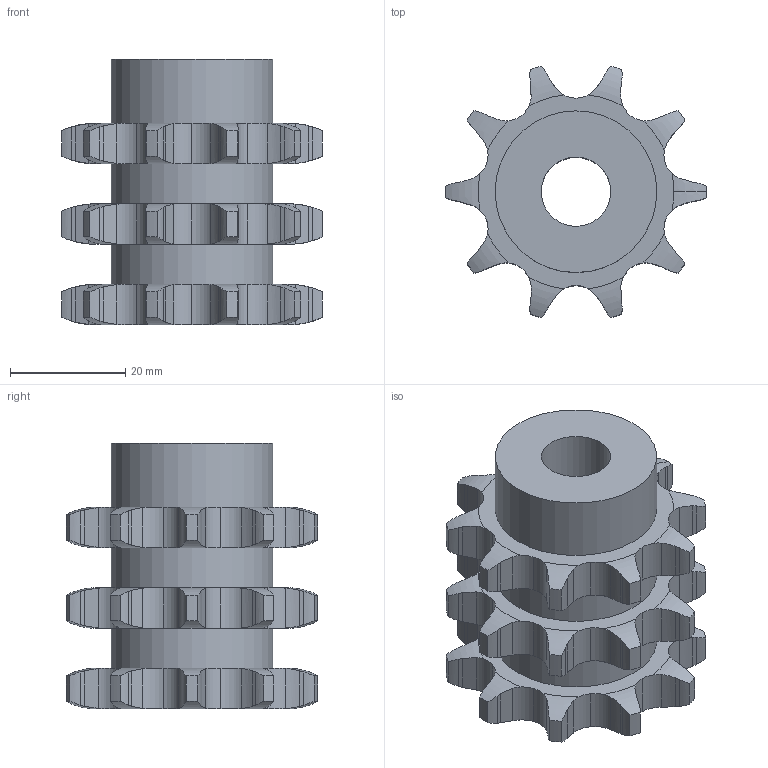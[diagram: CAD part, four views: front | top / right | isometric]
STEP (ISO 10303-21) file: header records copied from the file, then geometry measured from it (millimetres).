
FILE_DESCRIPTION(('FreeCAD Model'),'2;1');
FILE_NAME('Open CASCADE Shape Model','2021-10-02T08:39:23',('FreeCAD'),( 'FreeCAD'),'Open CASCADE STEP processor 7.4','FreeCAD','Unknown');
FILE_SCHEMA(('AUTOMOTIVE_DESIGN { 1 0 10303 214 1 1 1 1 }'));
Length unit declared in the file: millimetre
Products named in the file (1): Open CASCADE STEP translator 7.4 3
Bounding box: 45.2 x 43.57 x 46 mm (x, y, z)
Volume: 32772.6 mm3; surface area: 11425.6 mm2
Topology: 1 solids, 1 shells, 351 faces, 1024 edges, 681 vertices
Faces by surface type: cylinder 217, plane 68, torus 66
Full cylindrical faces by diameter (mm): 12 x1, 28 x3
Entity records: 31104 total; most frequent: CARTESIAN_POINT 13495, DIRECTION 2484, ORIENTED_EDGE 2048, PCURVE 2048, DEFINITIONAL_REPRESENTATION 2048, B_SPLINE_CURVE_WITH_KNOTS 1440, LINE 1169, VECTOR 1169
